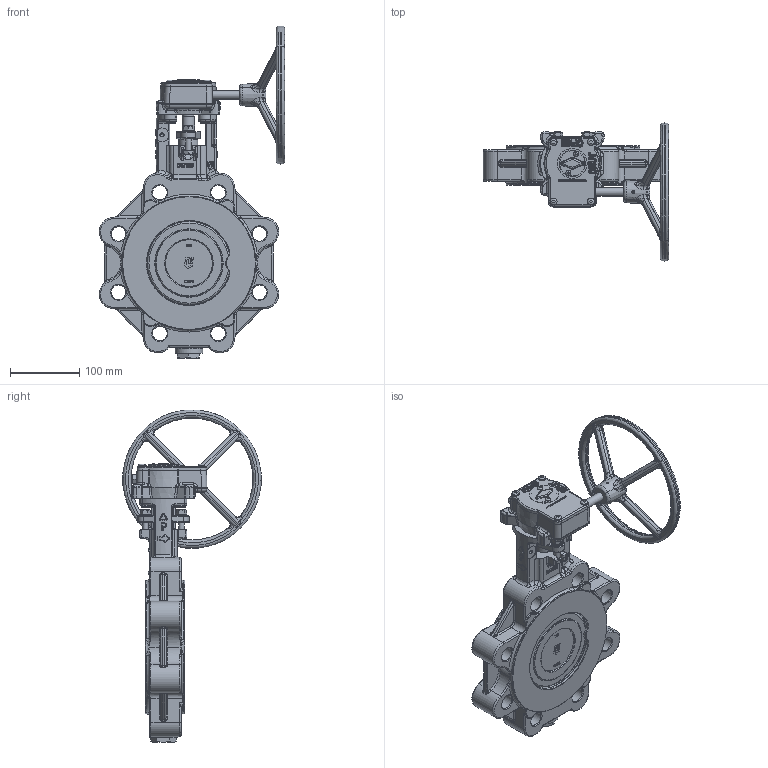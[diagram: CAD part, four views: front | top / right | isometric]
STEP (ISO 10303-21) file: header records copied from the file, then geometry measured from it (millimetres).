
FILE_DESCRIPTION(('HOOPS Exchange Step'),'2;1');
FILE_NAME('AK12_DN125_PN25-40_Getriebe.stp','2024-11-22T10:35:43+01:00',('nieru'),('Unknown organisation'),'HOOPS Exchange 2024.2','HOOPS Exchange','Unknown authorisation');
FILE_SCHEMA( ('AP203_CONFIGURATION_CONTROLLED_3D_DESIGN_OF_MECHANICAL_PARTS_AND_ASSEMBLIES_MIM_LF') );
Length unit declared in the file: millimetre
Products named in the file (5): 0; root
Assembly tree (4 placements, depth 4):
  root
    0
    0
      0
        0
Bounding box: 267.72 x 199.24 x 479.12 mm (x, y, z)
Volume: 2496425 mm3; surface area: 376734.9 mm2
Topology: 49 solids, 49 shells, 3103 faces, 7696 edges, 4550 vertices
Faces by surface type: bspline 1153, cylinder 764, plane 684, cone 211, torus 188, sphere 102, extrusion 1
Full cylindrical faces by diameter (mm): 2.956 x1, 4 x1, 5 x1, 6.647 x4, 6.8 x2, 7.6 x2, 8 x10, 8.376 x4, 9 x8, 10 x4, 12 x2, 13 x6, 13.533 x1, 14.8 x4, 15.5 x1, 16 x3, 17.975 x1, 20 x2, 21 x9, 23 x4, 27.5 x1, 38 x2, 40 x1, 43 x1, 127.001 x2, 193 x2
Entity records: 247721 total; most frequent: CARTESIAN_POINT 185674, ORIENTED_EDGE 14992, DIRECTION 9534, EDGE_CURVE 7496, VERTEX_POINT 4550, AXIS2_PLACEMENT_3D 3909, B_SPLINE_CURVE_WITH_KNOTS 3617, EDGE_LOOP 3224
